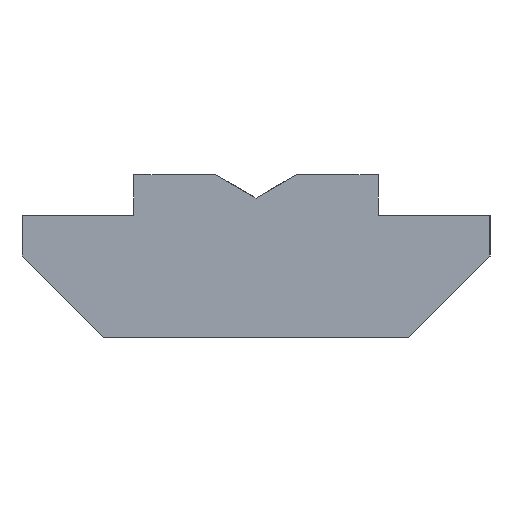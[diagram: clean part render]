
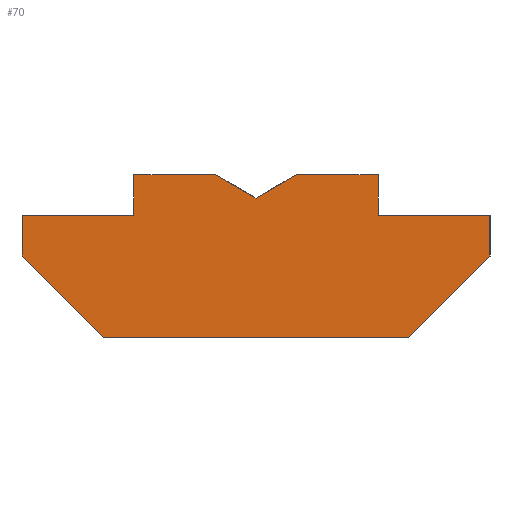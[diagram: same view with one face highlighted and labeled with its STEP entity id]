
A CAD part, left-side view. The second image highlights one B-rep face of the part: STEP entity #70.
In plain terms, the highlighted planar face has unit normal (-1, 0, 0).
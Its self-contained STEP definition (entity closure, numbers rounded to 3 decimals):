
#70=ADVANCED_FACE('',(#157),#158,.F.);
#157=FACE_OUTER_BOUND('',#259,.T.);
#158=PLANE('',#260);
#259=EDGE_LOOP('',(#393,#394,#395,#396,#397,#398,#399,#400,#401,#402,#403,#404,#405));
#260=AXIS2_PLACEMENT_3D('',#406,#407,#408);
#393=ORIENTED_EDGE('',*,*,#665,.T.);
#394=ORIENTED_EDGE('',*,*,#666,.T.);
#395=ORIENTED_EDGE('',*,*,#667,.T.);
#396=ORIENTED_EDGE('',*,*,#668,.T.);
#397=ORIENTED_EDGE('',*,*,#669,.T.);
#398=ORIENTED_EDGE('',*,*,#670,.T.);
#399=ORIENTED_EDGE('',*,*,#671,.T.);
#400=ORIENTED_EDGE('',*,*,#672,.T.);
#401=ORIENTED_EDGE('',*,*,#673,.T.);
#402=ORIENTED_EDGE('',*,*,#674,.T.);
#403=ORIENTED_EDGE('',*,*,#675,.T.);
#404=ORIENTED_EDGE('',*,*,#676,.T.);
#405=ORIENTED_EDGE('',*,*,#677,.T.);
#406=CARTESIAN_POINT('',(-6.0,6.9,0.0));
#407=DIRECTION('',(1.0,0.0,0.0));
#408=DIRECTION('',(0.0,1.0,-0.0));
#665=EDGE_CURVE('',#806,#807,#808,.F.);
#666=EDGE_CURVE('',#807,#809,#810,.F.);
#667=EDGE_CURVE('',#809,#811,#812,.F.);
#668=EDGE_CURVE('',#811,#813,#814,.T.);
#669=EDGE_CURVE('',#813,#815,#816,.T.);
#670=EDGE_CURVE('',#815,#817,#818,.F.);
#671=EDGE_CURVE('',#817,#819,#820,.F.);
#672=EDGE_CURVE('',#819,#821,#822,.F.);
#673=EDGE_CURVE('',#821,#823,#824,.F.);
#674=EDGE_CURVE('',#823,#825,#826,.F.);
#675=EDGE_CURVE('',#825,#827,#828,.F.);
#676=EDGE_CURVE('',#827,#829,#830,.F.);
#677=EDGE_CURVE('',#829,#806,#831,.F.);
#806=VERTEX_POINT('',#991);
#807=VERTEX_POINT('',#992);
#808=LINE('',#993,#994);
#809=VERTEX_POINT('',#995);
#810=LINE('',#996,#997);
#811=VERTEX_POINT('',#998);
#812=LINE('',#999,#1000);
#813=VERTEX_POINT('',#1001);
#814=LINE('',#1002,#1003);
#815=VERTEX_POINT('',#1004);
#816=LINE('',#1005,#1006);
#817=VERTEX_POINT('',#1007);
#818=LINE('',#1008,#1009);
#819=VERTEX_POINT('',#1010);
#820=LINE('',#1011,#1012);
#821=VERTEX_POINT('',#1013);
#822=LINE('',#1014,#1015);
#823=VERTEX_POINT('',#1016);
#824=LINE('',#1017,#1018);
#825=VERTEX_POINT('',#1019);
#826=LINE('',#1020,#1021);
#827=VERTEX_POINT('',#1022);
#828=LINE('',#1023,#1024);
#829=VERTEX_POINT('',#1025);
#830=LINE('',#1026,#1027);
#831=LINE('',#1028,#1029);
#991=CARTESIAN_POINT('',(-6.0,-5.75,-1.0));
#992=CARTESIAN_POINT('',(-6.0,-3.0,-1.0));
#993=CARTESIAN_POINT('',(-6.0,0.775,-1.0));
#994=VECTOR('',#1213,1.0);
#995=CARTESIAN_POINT('',(-6.0,-3.0,0.0));
#996=CARTESIAN_POINT('',(-6.0,-3.0,-0.5));
#997=VECTOR('',#1214,1.0);
#998=CARTESIAN_POINT('',(-6.0,-1.,0.0));
#999=CARTESIAN_POINT('',(-6.0,1.95,0.0));
#1000=VECTOR('',#1215,1.0);
#1001=CARTESIAN_POINT('',(-6.0,0.,-0.577));
#1002=CARTESIAN_POINT('',(-6.0,2.021,-1.744));
#1003=VECTOR('',#1216,1.0);
#1004=CARTESIAN_POINT('',(-6.0,1.,0.0));
#1005=CARTESIAN_POINT('',(-6.0,2.837,1.061));
#1006=VECTOR('',#1217,1.0);
#1007=CARTESIAN_POINT('',(-6.0,3.0,0.0));
#1008=CARTESIAN_POINT('',(-6.0,1.95,0.0));
#1009=VECTOR('',#1218,1.0);
#1010=CARTESIAN_POINT('',(-6.0,3.0,-1.0));
#1011=CARTESIAN_POINT('',(-6.0,3.0,0.0));
#1012=VECTOR('',#1219,1.0);
#1013=CARTESIAN_POINT('',(-6.0,5.75,-1.0));
#1014=CARTESIAN_POINT('',(-6.0,0.775,-1.0));
#1015=VECTOR('',#1220,1.0);
#1016=CARTESIAN_POINT('',(-6.0,5.75,-2.0));
#1017=CARTESIAN_POINT('',(-6.0,5.75,-0.5));
#1018=VECTOR('',#1221,1.0);
#1019=CARTESIAN_POINT('',(-6.0,3.75,-4.0));
#1020=CARTESIAN_POINT('',(-6.0,6.538,-1.213));
#1021=VECTOR('',#1222,1.0);
#1022=CARTESIAN_POINT('',(-6.0,-3.75,-4.0));
#1023=CARTESIAN_POINT('',(-6.0,5.325,-4.0));
#1024=VECTOR('',#1223,1.0);
#1025=CARTESIAN_POINT('',(-6.0,-5.75,-2.0));
#1026=CARTESIAN_POINT('',(-6.0,-2.088,-5.663));
#1027=VECTOR('',#1224,1.0);
#1028=CARTESIAN_POINT('',(-6.0,-5.75,-1.0));
#1029=VECTOR('',#1225,1.0);
#1213=DIRECTION('',(0.0,-1.0,0.0));
#1214=DIRECTION('',(0.0,0.0,-1.0));
#1215=DIRECTION('',(0.0,-1.0,0.0));
#1216=DIRECTION('',(0.0,0.866,-0.5));
#1217=DIRECTION('',(-0.0,0.866,0.5));
#1218=DIRECTION('',(0.0,-1.0,0.0));
#1219=DIRECTION('',(0.0,0.0,1.0));
#1220=DIRECTION('',(0.0,-1.0,0.0));
#1221=DIRECTION('',(0.0,0.0,1.0));
#1222=DIRECTION('',(-0.0,0.707,0.707));
#1223=DIRECTION('',(-0.0,1.0,0.0));
#1224=DIRECTION('',(0.0,0.707,-0.707));
#1225=DIRECTION('',(0.0,0.0,-1.0));
